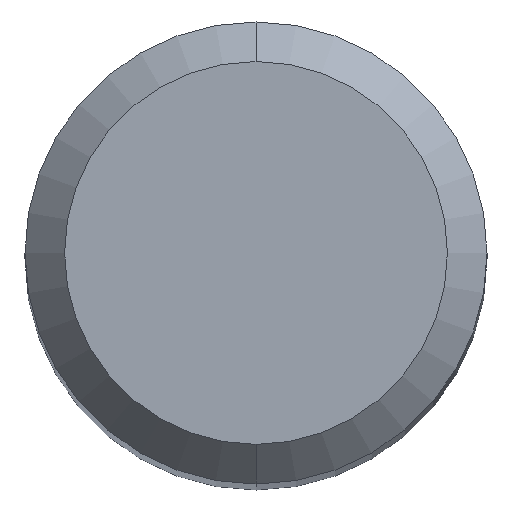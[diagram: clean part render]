
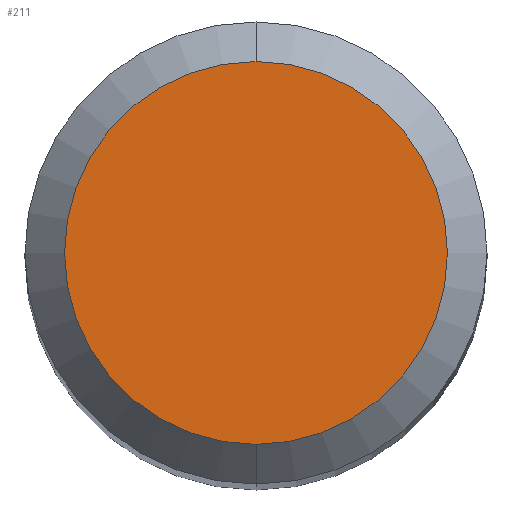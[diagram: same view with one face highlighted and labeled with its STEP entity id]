
A CAD part, top view. The second image highlights one B-rep face of the part: STEP entity #211.
In plain terms, the highlighted planar face has unit normal (0, 0, 1).
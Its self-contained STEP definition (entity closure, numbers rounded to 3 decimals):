
#211=ADVANCED_FACE('',(#436),#437,.T.);
#221=EDGE_CURVE('',#261,#237,#448,.T.);
#237=VERTEX_POINT('',#465);
#261=VERTEX_POINT('',#490);
#291=EDGE_CURVE('',#237,#261,#525,.T.);
#436=FACE_OUTER_BOUND('',#703,.T.);
#437=PLANE('',#704);
#448=CIRCLE('',#718,1.45);
#465=CARTESIAN_POINT('',(0.0,1.45,0.0));
#490=CARTESIAN_POINT('',(0.,-1.45,0.0));
#525=CIRCLE('',#812,1.45);
#703=EDGE_LOOP('',(#995,#996));
#704=AXIS2_PLACEMENT_3D('',#997,#998,#999);
#718=AXIS2_PLACEMENT_3D('',#1014,#1015,#1016);
#812=AXIS2_PLACEMENT_3D('',#1084,#1085,#1086);
#995=ORIENTED_EDGE('',*,*,#291,.F.);
#996=ORIENTED_EDGE('',*,*,#221,.F.);
#997=CARTESIAN_POINT('',(0.0,0.725,0.0));
#998=DIRECTION('',(-0.0,0.0,1.0));
#999=DIRECTION('',(0.0,-1.0,0.0));
#1014=CARTESIAN_POINT('',(0.0,0.0,0.0));
#1015=DIRECTION('',(0.0,0.0,-1.0));
#1016=DIRECTION('',(0.0,1.0,0.0));
#1084=CARTESIAN_POINT('',(0.0,0.0,0.0));
#1085=DIRECTION('',(0.0,0.0,-1.0));
#1086=DIRECTION('',(0.0,1.0,0.0));
